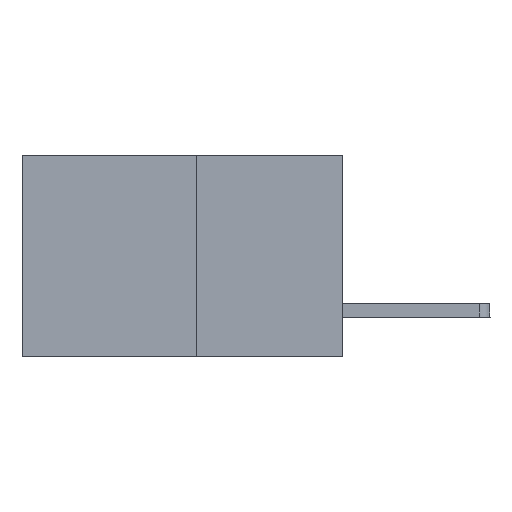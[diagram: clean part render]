
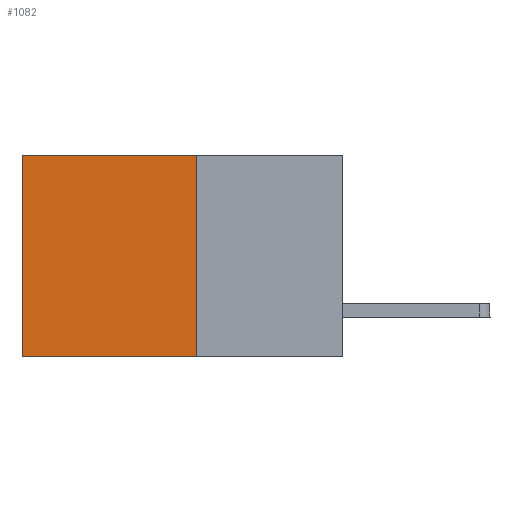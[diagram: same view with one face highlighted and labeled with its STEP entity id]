
A CAD part, left-side view. The second image highlights one B-rep face of the part: STEP entity #1082.
In plain terms, the highlighted planar face has unit normal (-1, 0, 0).
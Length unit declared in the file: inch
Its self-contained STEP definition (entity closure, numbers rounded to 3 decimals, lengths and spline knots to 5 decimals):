
#5 = DIRECTION ( 'NONE',  ( 0., 0., -1. ) ) ;
#257 = ORIENTED_EDGE ( 'NONE', *, *, #7006, .F. ) ;
#544 = CARTESIAN_POINT ( 'NONE',  ( 0.277, 0.27, 0. ) ) ;
#633 = CARTESIAN_POINT ( 'NONE',  ( 0.277, 0.27, -0.37 ) ) ;
#714 = LINE ( 'NONE', #633, #6806 ) ;
#926 = CARTESIAN_POINT ( 'NONE',  ( 0.277, 0.27, -0.37 ) ) ;
#1082 = ADVANCED_FACE ( 'NONE', ( #3209 ), #5245, .F. ) ;
#1093 = LINE ( 'NONE', #7950, #7947 ) ;
#1115 = CARTESIAN_POINT ( 'NONE',  ( 0.277, 0.59, -0.37 ) ) ;
#1450 = EDGE_CURVE ( 'NONE', #8418, #5734, #1776, .T. ) ;
#1776 = LINE ( 'NONE', #1115, #7975 ) ;
#1870 = DIRECTION ( 'NONE',  ( 1., 0., 0. ) ) ;
#2114 = CARTESIAN_POINT ( 'NONE',  ( 0.277, 0.27, 0. ) ) ;
#2438 = EDGE_LOOP ( 'NONE', ( #3794, #257, #8739, #7965 ) ) ;
#2484 = EDGE_CURVE ( 'NONE', #6282, #7674, #714, .T. ) ;
#3209 = FACE_OUTER_BOUND ( 'NONE', #2438, .T. ) ;
#3614 = AXIS2_PLACEMENT_3D ( 'NONE', #7938, #1870, #4581 ) ;
#3794 = ORIENTED_EDGE ( 'NONE', *, *, #1450, .T. ) ;
#3836 = DIRECTION ( 'NONE',  ( 0., 1., 0. ) ) ;
#4581 = DIRECTION ( 'NONE',  ( 0., 0., -1. ) ) ;
#5059 = DIRECTION ( 'NONE',  ( 0., 0., -1. ) ) ;
#5106 = EDGE_CURVE ( 'NONE', #6282, #8418, #8093, .T. ) ;
#5245 = PLANE ( 'NONE',  #3614 ) ;
#5546 = CARTESIAN_POINT ( 'NONE',  ( 0.277, 0.59, 0. ) ) ;
#5734 = VERTEX_POINT ( 'NONE', #5953 ) ;
#5953 = CARTESIAN_POINT ( 'NONE',  ( 0.277, 0.59, -0.37 ) ) ;
#6282 = VERTEX_POINT ( 'NONE', #544 ) ;
#6806 = VECTOR ( 'NONE', #5, 39.37008 ) ;
#7006 = EDGE_CURVE ( 'NONE', #7674, #5734, #1093, .T. ) ;
#7674 = VERTEX_POINT ( 'NONE', #926 ) ;
#7938 = CARTESIAN_POINT ( 'NONE',  ( 0.277, 0.27, -0.37 ) ) ;
#7947 = VECTOR ( 'NONE', #3836, 39.37008 ) ;
#7950 = CARTESIAN_POINT ( 'NONE',  ( 0.277, 0.27, -0.37 ) ) ;
#7965 = ORIENTED_EDGE ( 'NONE', *, *, #5106, .T. ) ;
#7975 = VECTOR ( 'NONE', #5059, 39.37008 ) ;
#8093 = LINE ( 'NONE', #2114, #8215 ) ;
#8215 = VECTOR ( 'NONE', #8225, 39.37008 ) ;
#8225 = DIRECTION ( 'NONE',  ( 0., 1., 0. ) ) ;
#8418 = VERTEX_POINT ( 'NONE', #5546 ) ;
#8739 = ORIENTED_EDGE ( 'NONE', *, *, #2484, .F. ) ;
